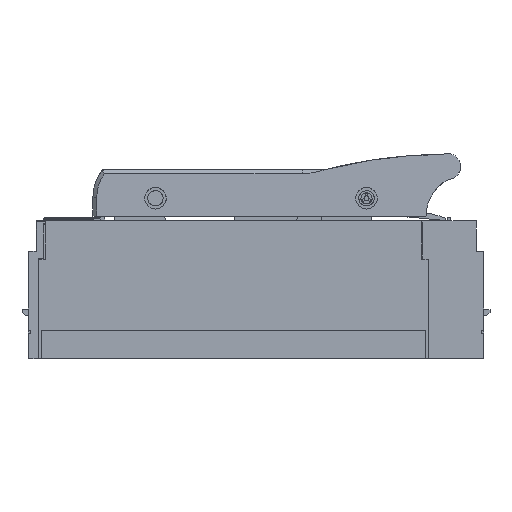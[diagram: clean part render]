
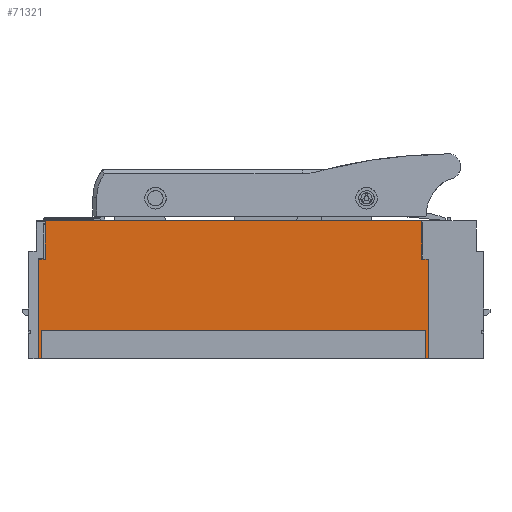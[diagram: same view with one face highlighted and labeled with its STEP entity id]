
A CAD part, front view. The second image highlights one B-rep face of the part: STEP entity #71321.
In plain terms, the highlighted planar face has unit normal (0, -1, 0).
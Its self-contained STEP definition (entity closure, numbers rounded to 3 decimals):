
#438 = VECTOR ( 'NONE', #63119, 1000. ) ;
#1274 = EDGE_CURVE ( 'NONE', #19616, #16813, #29377, .T. ) ;
#1912 = VECTOR ( 'NONE', #26909, 1000. ) ;
#2029 = CARTESIAN_POINT ( 'NONE',  ( 123., -104.75, 82.153 ) ) ;
#2378 = CARTESIAN_POINT ( 'NONE',  ( 0., -104.75, 4.653 ) ) ;
#3221 = VECTOR ( 'NONE', #48429, 1000. ) ;
#5033 = CARTESIAN_POINT ( 'NONE',  ( -125.5, -104.75, 23.153 ) ) ;
#5875 = EDGE_CURVE ( 'NONE', #75599, #37803, #54389, .T. ) ;
#8351 = LINE ( 'NONE', #75370, #31461 ) ;
#8685 = EDGE_CURVE ( 'NONE', #66034, #48577, #64199, .T. ) ;
#8727 = DIRECTION ( 'NONE',  ( 0., 1., 0. ) ) ;
#10197 = ORIENTED_EDGE ( 'NONE', *, *, #8685, .T. ) ;
#11318 = VECTOR ( 'NONE', #78408, 1000. ) ;
#11411 = VERTEX_POINT ( 'NONE', #74332 ) ;
#12890 = VECTOR ( 'NONE', #61521, 1000. ) ;
#13100 = LINE ( 'NONE', #24979, #12890 ) ;
#13133 = CARTESIAN_POINT ( 'NONE',  ( 127.5, -104.75, 37.153 ) ) ;
#13151 = CARTESIAN_POINT ( 'NONE',  ( 125.5, -104.75, 23.153 ) ) ;
#13237 = CARTESIAN_POINT ( 'NONE',  ( -125.25, -104.75, 69.653 ) ) ;
#13875 = VECTOR ( 'NONE', #73924, 1000. ) ;
#14257 = DIRECTION ( 'NONE',  ( -1., 0., 0. ) ) ;
#14351 = EDGE_CURVE ( 'NONE', #11411, #73599, #74457, .T. ) ;
#16037 = CARTESIAN_POINT ( 'NONE',  ( 125.5, -104.75, 13.903 ) ) ;
#16813 = VERTEX_POINT ( 'NONE', #5033 ) ;
#17312 = VERTEX_POINT ( 'NONE', #13151 ) ;
#18292 = VECTOR ( 'NONE', #62953, 1000. ) ;
#19394 = CARTESIAN_POINT ( 'NONE',  ( 126.5, -104.75, 4.653 ) ) ;
#19616 = VERTEX_POINT ( 'NONE', #21269 ) ;
#19853 = LINE ( 'NONE', #2029, #438 ) ;
#20995 = DIRECTION ( 'NONE',  ( 0., 0., 1. ) ) ;
#21269 = CARTESIAN_POINT ( 'NONE',  ( -125.5, -104.75, 4.653 ) ) ;
#23014 = CARTESIAN_POINT ( 'NONE',  ( -125.5, -104.75, 13.903 ) ) ;
#23129 = LINE ( 'NONE', #16037, #64823 ) ;
#23244 = CARTESIAN_POINT ( 'NONE',  ( -127.5, -104.75, 4.653 ) ) ;
#23409 = DIRECTION ( 'NONE',  ( 0., 0., 1. ) ) ;
#23622 = LINE ( 'NONE', #41432, #11318 ) ;
#24749 = ORIENTED_EDGE ( 'NONE', *, *, #48769, .F. ) ;
#24979 = CARTESIAN_POINT ( 'NONE',  ( 125.25, -104.75, 69.653 ) ) ;
#25762 = EDGE_CURVE ( 'NONE', #38672, #11411, #19853, .T. ) ;
#26759 = EDGE_CURVE ( 'NONE', #37803, #64613, #32093, .T. ) ;
#26848 = CARTESIAN_POINT ( 'NONE',  ( -123., -104.75, 94.653 ) ) ;
#26909 = DIRECTION ( 'NONE',  ( 0., 0., -1. ) ) ;
#27412 = ORIENTED_EDGE ( 'NONE', *, *, #5875, .F. ) ;
#29377 = LINE ( 'NONE', #23014, #60543 ) ;
#30780 = CARTESIAN_POINT ( 'NONE',  ( -127.5, -104.75, 69.653 ) ) ;
#31461 = VECTOR ( 'NONE', #20995, 1000. ) ;
#31970 = CARTESIAN_POINT ( 'NONE',  ( 0., -104.75, 94.653 ) ) ;
#32093 = LINE ( 'NONE', #19394, #37330 ) ;
#35278 = ORIENTED_EDGE ( 'NONE', *, *, #1274, .T. ) ;
#37330 = VECTOR ( 'NONE', #14257, 1000. ) ;
#37803 = VERTEX_POINT ( 'NONE', #74336 ) ;
#38095 = ORIENTED_EDGE ( 'NONE', *, *, #57819, .F. ) ;
#38253 = CARTESIAN_POINT ( 'NONE',  ( 125.5, -104.75, 4.653 ) ) ;
#38672 = VERTEX_POINT ( 'NONE', #66718 ) ;
#39913 = CARTESIAN_POINT ( 'NONE',  ( -127.5, -104.75, 37.153 ) ) ;
#41432 = CARTESIAN_POINT ( 'NONE',  ( -126.5, -104.75, 4.653 ) ) ;
#41501 = CARTESIAN_POINT ( 'NONE',  ( 0., -104.75, 23.153 ) ) ;
#42260 = EDGE_LOOP ( 'NONE', ( #45933, #38095, #46247, #10197, #46782, #35278, #46275, #51911, #57237, #27412, #24749, #71311 ) ) ;
#45173 = PLANE ( 'NONE',  #60943 ) ;
#45544 = FACE_OUTER_BOUND ( 'NONE', #42260, .T. ) ;
#45933 = ORIENTED_EDGE ( 'NONE', *, *, #14351, .T. ) ;
#46247 = ORIENTED_EDGE ( 'NONE', *, *, #76407, .T. ) ;
#46275 = ORIENTED_EDGE ( 'NONE', *, *, #67871, .T. ) ;
#46782 = ORIENTED_EDGE ( 'NONE', *, *, #46868, .T. ) ;
#46868 = EDGE_CURVE ( 'NONE', #48577, #19616, #23622, .T. ) ;
#47748 = EDGE_CURVE ( 'NONE', #64613, #17312, #23129, .T. ) ;
#48429 = DIRECTION ( 'NONE',  ( 0., 0., -1. ) ) ;
#48577 = VERTEX_POINT ( 'NONE', #23244 ) ;
#48704 = LINE ( 'NONE', #41501, #70428 ) ;
#48769 = EDGE_CURVE ( 'NONE', #38672, #75599, #13100, .T. ) ;
#50874 = CARTESIAN_POINT ( 'NONE',  ( 127.5, -104.75, 69.653 ) ) ;
#51911 = ORIENTED_EDGE ( 'NONE', *, *, #47748, .F. ) ;
#54389 = LINE ( 'NONE', #13133, #3221 ) ;
#54644 = VERTEX_POINT ( 'NONE', #62565 ) ;
#57151 = DIRECTION ( 'NONE',  ( 1., 0., 0. ) ) ;
#57237 = ORIENTED_EDGE ( 'NONE', *, *, #26759, .F. ) ;
#57819 = EDGE_CURVE ( 'NONE', #54644, #73599, #8351, .T. ) ;
#60258 = DIRECTION ( 'NONE',  ( 1., 0., 0. ) ) ;
#60543 = VECTOR ( 'NONE', #23409, 1000. ) ;
#60943 = AXIS2_PLACEMENT_3D ( 'NONE', #2378, #8727, #57151 ) ;
#61521 = DIRECTION ( 'NONE',  ( 1., 0., 0. ) ) ;
#62565 = CARTESIAN_POINT ( 'NONE',  ( -123., -104.75, 69.653 ) ) ;
#62953 = DIRECTION ( 'NONE',  ( -1., 0., 0. ) ) ;
#63119 = DIRECTION ( 'NONE',  ( 0., 0., 1. ) ) ;
#64199 = LINE ( 'NONE', #39913, #1912 ) ;
#64613 = VERTEX_POINT ( 'NONE', #38253 ) ;
#64823 = VECTOR ( 'NONE', #77918, 1000. ) ;
#66034 = VERTEX_POINT ( 'NONE', #30780 ) ;
#66718 = CARTESIAN_POINT ( 'NONE',  ( 123., -104.75, 69.653 ) ) ;
#67549 = LINE ( 'NONE', #13237, #13875 ) ;
#67871 = EDGE_CURVE ( 'NONE', #16813, #17312, #48704, .T. ) ;
#70428 = VECTOR ( 'NONE', #60258, 1000. ) ;
#71311 = ORIENTED_EDGE ( 'NONE', *, *, #25762, .T. ) ;
#71321 = ADVANCED_FACE ( 'NONE', ( #45544 ), #45173, .F. ) ;
#73599 = VERTEX_POINT ( 'NONE', #26848 ) ;
#73924 = DIRECTION ( 'NONE',  ( -1., 0., 0. ) ) ;
#74332 = CARTESIAN_POINT ( 'NONE',  ( 123., -104.75, 94.653 ) ) ;
#74336 = CARTESIAN_POINT ( 'NONE',  ( 127.5, -104.75, 4.653 ) ) ;
#74457 = LINE ( 'NONE', #31970, #18292 ) ;
#75370 = CARTESIAN_POINT ( 'NONE',  ( -123., -104.75, 82.153 ) ) ;
#75599 = VERTEX_POINT ( 'NONE', #50874 ) ;
#76407 = EDGE_CURVE ( 'NONE', #54644, #66034, #67549, .T. ) ;
#77918 = DIRECTION ( 'NONE',  ( 0., 0., 1. ) ) ;
#78408 = DIRECTION ( 'NONE',  ( 1., 0., 0. ) ) ;
